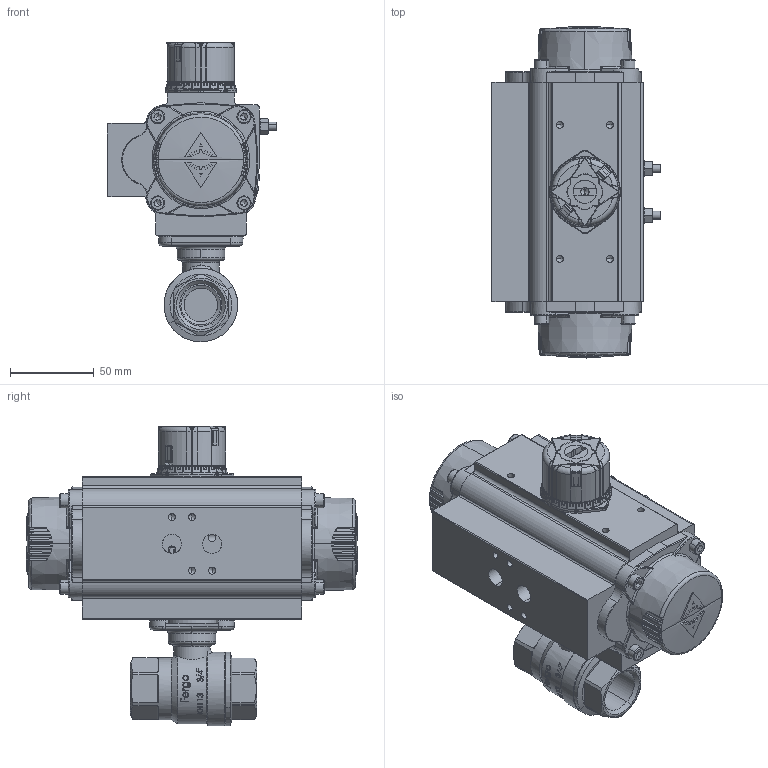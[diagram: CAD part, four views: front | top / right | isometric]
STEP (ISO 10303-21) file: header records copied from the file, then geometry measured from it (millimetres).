
FILE_DESCRIPTION (( 'STEP AP214' ), '1' );
FILE_NAME ('KH113-¾-Zoll-DN20-PN63-Pneumatischer-SR40-Einfachwirkend-Federschließend-Schwenkantrieb-Fergo.STEP', '2022-10-24T10:11:05', ( '' ), ( '' ), 'SwSTEP 2.0', 'SolidWorks 2022', '' );
FILE_SCHEMA (( 'AUTOMOTIVE_DESIGN' ));
Length unit declared in the file: millimetre
Products named in the file (3): KH113-¾-Zoll-DN20-PN63-Pneumatischer-SR40-Einfachwirkend-Federschließend-Schwenkantrieb-Fergo; KH113-¾-Zoll-DN20-PN63-FW-Fergo_Standard; 0040 ASR
Assembly tree (2 placements, depth 2):
  KH113-¾-Zoll-DN20-PN63-Pneumatischer-SR40-Einfachwirkend-Federschließend-Schwenkantrieb-Fergo
    KH113-¾-Zoll-DN20-PN63-FW-Fergo_Standard
    0040 ASR
Bounding box: 101.4 x 198.36 x 178.99 mm (x, y, z)
Volume: 570514 mm3; surface area: 199157.8 mm2
Topology: 28 solids, 33 shells, 3716 faces, 9805 edges, 6206 vertices
Faces by surface type: plane 1318, cylinder 1162, bspline 694, cone 337, torus 174, sphere 31
Entity records: 166069 total; most frequent: CARTESIAN_POINT 81102, ORIENTED_EDGE 19398, DIRECTION 15373, EDGE_CURVE 9706, VERTEX_POINT 6205, AXIS2_PLACEMENT_3D 5771, EDGE_LOOP 3940, LINE 3831
